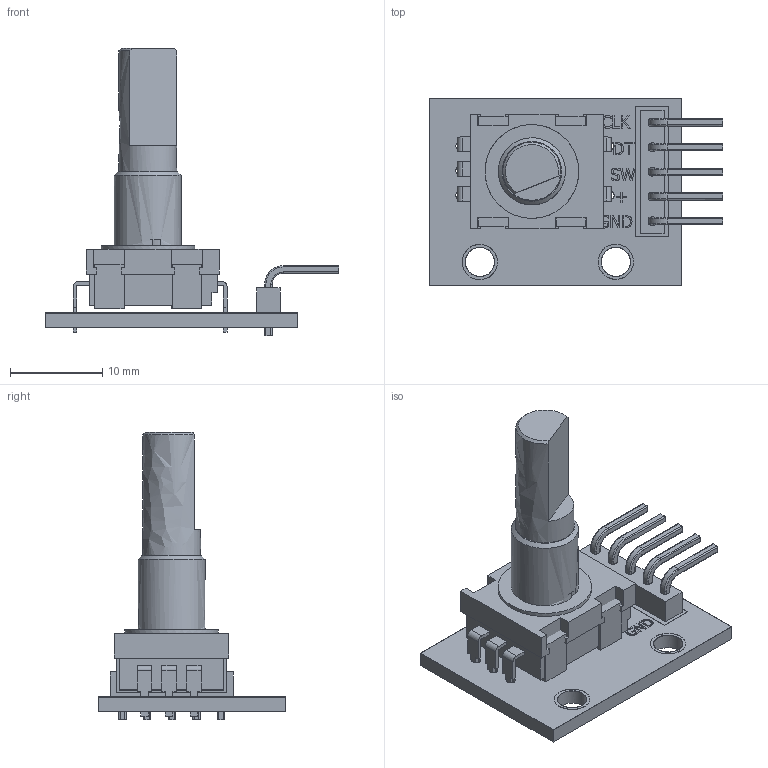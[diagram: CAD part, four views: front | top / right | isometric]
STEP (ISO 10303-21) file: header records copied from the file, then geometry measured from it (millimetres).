
FILE_DESCRIPTION(('FreeCAD Model'),'2;1');
FILE_NAME('Open CASCADE Shape Model','2025-04-17T16:31:37',('FreeCAD'),( 'FreeCAD'),'Open CASCADE STEP processor 7.6','FreeCAD','Unknown');
FILE_SCHEMA(('AUTOMOTIVE_DESIGN { 1 0 10303 214 1 1 1 1 }'));
Length unit declared in the file: millimetre
Products named in the file (1): Open CASCADE STEP translator 7.6 1
Bounding box: 31.74 x 20.3 x 31.05 mm (x, y, z)
Volume: 2717.5 mm3; surface area: 4876.1 mm2
Topology: 34 solids, 34 shells, 522 faces, 1312 edges, 861 vertices
Faces by surface type: bspline 522
Entity records: 15593 total; most frequent: CARTESIAN_POINT 7518, ORIENTED_EDGE 2624, EDGE_CURVE 1312, B_SPLINE_CURVE_WITH_KNOTS 1072, VERTEX_POINT 861, FACE_BOUND 603, EDGE_LOOP 603, ADVANCED_FACE 522
